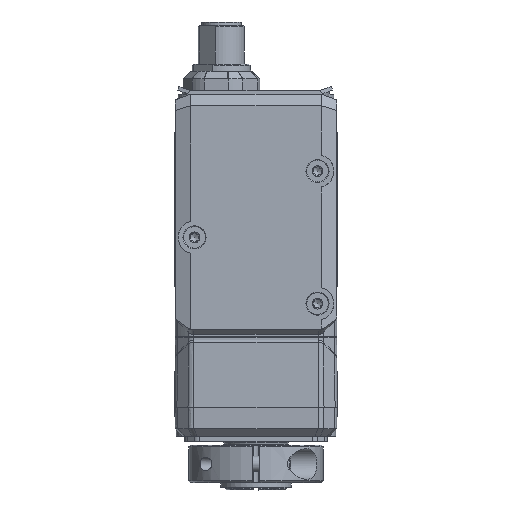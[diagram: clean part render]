
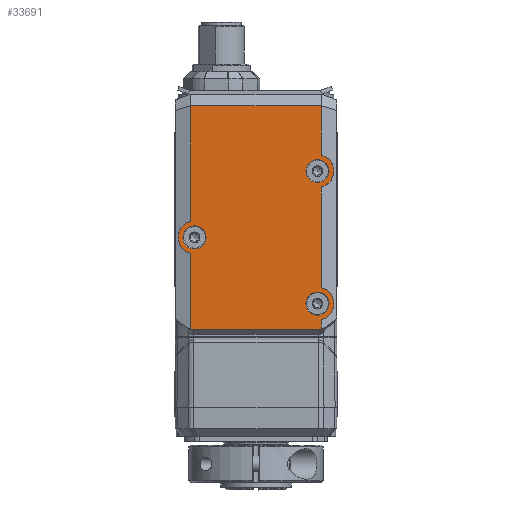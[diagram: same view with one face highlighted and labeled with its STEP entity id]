
A CAD part, front view. The second image highlights one B-rep face of the part: STEP entity #33691.
In plain terms, the highlighted planar face has unit normal (0, -1, 0).
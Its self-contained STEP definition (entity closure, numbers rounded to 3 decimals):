
#82=ELLIPSE('',#35562,2.309,2.);
#90=ELLIPSE('',#35577,2.309,2.);
#2155=FACE_BOUND('',#6652,.T.);
#2156=FACE_BOUND('',#6653,.T.);
#2157=FACE_BOUND('',#6654,.T.);
#3072=CIRCLE('',#35628,4.25);
#3073=CIRCLE('',#35630,4.25);
#3074=CIRCLE('',#35632,4.25);
#3087=CIRCLE('',#35649,3.);
#3088=CIRCLE('',#35650,3.);
#3089=CIRCLE('',#35651,3.);
#4758=FACE_OUTER_BOUND('',#6651,.T.);
#6651=EDGE_LOOP('',(#27086,#27087,#27088,#27089,#27090,#27091,#27092,#27093,
#27094,#27095,#27096,#27097));
#6652=EDGE_LOOP('',(#27098));
#6653=EDGE_LOOP('',(#27099));
#6654=EDGE_LOOP('',(#27100));
#9135=LINE('',#59071,#11654);
#9165=LINE('',#59157,#11684);
#9168=LINE('',#59182,#11687);
#9170=LINE('',#59186,#11689);
#9192=LINE('',#59292,#11711);
#9193=LINE('',#59294,#11712);
#9194=LINE('',#59297,#11713);
#11654=VECTOR('',#41136,10.);
#11684=VECTOR('',#41206,10.);
#11687=VECTOR('',#41229,10.);
#11689=VECTOR('',#41233,10.);
#11711=VECTOR('',#41339,10.);
#11712=VECTOR('',#41340,10.);
#11713=VECTOR('',#41343,10.);
#14535=VERTEX_POINT('',#59067);
#14537=VERTEX_POINT('',#59070);
#14556=VERTEX_POINT('',#59117);
#14557=VERTEX_POINT('',#59119);
#14567=VERTEX_POINT('',#59154);
#14569=VERTEX_POINT('',#59169);
#14572=VERTEX_POINT('',#59179);
#14573=VERTEX_POINT('',#59180);
#14603=VERTEX_POINT('',#59289);
#14604=VERTEX_POINT('',#59290);
#14605=VERTEX_POINT('',#59293);
#14606=VERTEX_POINT('',#59295);
#14619=VERTEX_POINT('',#59335);
#14620=VERTEX_POINT('',#59337);
#14621=VERTEX_POINT('',#59339);
#18837=EDGE_CURVE('',#14535,#14537,#9135,.T.);
#18860=EDGE_CURVE('',#14556,#14557,#82,.T.);
#18877=EDGE_CURVE('',#14557,#14567,#9165,.T.);
#18881=EDGE_CURVE('',#14567,#14569,#90,.T.);
#18887=EDGE_CURVE('',#14573,#14535,#9168,.T.);
#18890=EDGE_CURVE('',#14569,#14572,#9170,.T.);
#18938=EDGE_CURVE('',#14604,#14556,#9192,.T.);
#18939=EDGE_CURVE('',#14537,#14605,#9193,.T.);
#18941=EDGE_CURVE('',#14606,#14603,#9194,.T.);
#18942=EDGE_CURVE('',#14572,#14573,#3072,.T.);
#18943=EDGE_CURVE('',#14605,#14606,#3073,.T.);
#18944=EDGE_CURVE('',#14603,#14604,#3074,.T.);
#18960=EDGE_CURVE('',#14619,#14619,#3087,.T.);
#18961=EDGE_CURVE('',#14620,#14620,#3088,.T.);
#18962=EDGE_CURVE('',#14621,#14621,#3089,.T.);
#27086=ORIENTED_EDGE('',*,*,#18941,.F.);
#27087=ORIENTED_EDGE('',*,*,#18943,.F.);
#27088=ORIENTED_EDGE('',*,*,#18939,.F.);
#27089=ORIENTED_EDGE('',*,*,#18837,.F.);
#27090=ORIENTED_EDGE('',*,*,#18887,.F.);
#27091=ORIENTED_EDGE('',*,*,#18942,.F.);
#27092=ORIENTED_EDGE('',*,*,#18890,.F.);
#27093=ORIENTED_EDGE('',*,*,#18881,.F.);
#27094=ORIENTED_EDGE('',*,*,#18877,.F.);
#27095=ORIENTED_EDGE('',*,*,#18860,.F.);
#27096=ORIENTED_EDGE('',*,*,#18938,.F.);
#27097=ORIENTED_EDGE('',*,*,#18944,.F.);
#27098=ORIENTED_EDGE('',*,*,#18960,.T.);
#27099=ORIENTED_EDGE('',*,*,#18961,.T.);
#27100=ORIENTED_EDGE('',*,*,#18962,.T.);
#30468=PLANE('',#35648);
#33691=ADVANCED_FACE('',(#4758,#2155,#2156,#2157),#30468,.T.);
#35562=AXIS2_PLACEMENT_3D('',#59120,#41174,#41175);
#35577=AXIS2_PLACEMENT_3D('',#59170,#41215,#41216);
#35628=AXIS2_PLACEMENT_3D('',#59299,#41346,#41347);
#35630=AXIS2_PLACEMENT_3D('',#59301,#41350,#41351);
#35632=AXIS2_PLACEMENT_3D('',#59303,#41354,#41355);
#35648=AXIS2_PLACEMENT_3D('',#59334,#41389,#41390);
#35649=AXIS2_PLACEMENT_3D('',#59336,#41391,#41392);
#35650=AXIS2_PLACEMENT_3D('',#59338,#41393,#41394);
#35651=AXIS2_PLACEMENT_3D('',#59340,#41395,#41396);
#41136=DIRECTION('',(1.,0.,0.));
#41174=DIRECTION('center_axis',(0.,1.,0.));
#41175=DIRECTION('ref_axis',(0.,0.,
-1.));
#41206=DIRECTION('',(-1.,0.,0.));
#41215=DIRECTION('center_axis',(0.,1.,0.));
#41216=DIRECTION('ref_axis',(0.,0.,
-1.));
#41229=DIRECTION('',(0.,0.,1.));
#41233=DIRECTION('',(0.,0.,1.));
#41339=DIRECTION('',(0.,0.,-1.));
#41340=DIRECTION('',(0.,0.,-1.));
#41343=DIRECTION('',(0.,0.,-1.));
#41346=DIRECTION('center_axis',(0.,1.,0.));
#41347=DIRECTION('ref_axis',(0.,0.,
-1.));
#41350=DIRECTION('center_axis',(0.,1.,0.));
#41351=DIRECTION('ref_axis',(0.,0.,
-1.));
#41354=DIRECTION('center_axis',(0.,1.,0.));
#41355=DIRECTION('ref_axis',(0.,0.,
-1.));
#41389=DIRECTION('center_axis',(0.,-1.,0.));
#41390=DIRECTION('ref_axis',(1.,0.,0.));
#41391=DIRECTION('center_axis',(0.,1.,0.));
#41392=DIRECTION('ref_axis',(0.,0.,
-1.));
#41393=DIRECTION('center_axis',(0.,1.,0.));
#41394=DIRECTION('ref_axis',(0.,0.,
-1.));
#41395=DIRECTION('center_axis',(0.,1.,0.));
#41396=DIRECTION('ref_axis',(0.,0.,
-1.));
#59067=CARTESIAN_POINT('',(-17.,-41.5,86.));
#59070=CARTESIAN_POINT('',(17.,-41.5,86.));
#59071=CARTESIAN_POINT('',(-21.,-41.5,86.));
#59117=CARTESIAN_POINT('',(17.,-41.5,27.801));
#59119=CARTESIAN_POINT('',(16.3,-41.5,27.655));
#59120=CARTESIAN_POINT('Origin',(16.3,-41.5,29.964));
#59154=CARTESIAN_POINT('',(-16.3,-41.5,27.655));
#59157=CARTESIAN_POINT('',(-21.,-41.5,27.655));
#59169=CARTESIAN_POINT('',(-17.,-41.5,27.801));
#59170=CARTESIAN_POINT('Origin',(-16.3,-41.5,29.964));
#59179=CARTESIAN_POINT('',(-17.,-41.5,47.619));
#59180=CARTESIAN_POINT('',(-17.,-41.5,55.881));
#59182=CARTESIAN_POINT('',(-17.,-41.5,78.416));
#59186=CARTESIAN_POINT('',(-17.,-41.5,78.416));
#59289=CARTESIAN_POINT('',(17.,-41.5,38.631));
#59290=CARTESIAN_POINT('',(17.,-41.5,30.369));
#59292=CARTESIAN_POINT('',(17.,-41.5,78.416));
#59293=CARTESIAN_POINT('',(17.,-41.5,73.131));
#59294=CARTESIAN_POINT('',(17.,-41.5,78.416));
#59295=CARTESIAN_POINT('',(17.,-41.5,64.869));
#59297=CARTESIAN_POINT('',(17.,-41.5,78.416));
#59299=CARTESIAN_POINT('Origin',(-16.,-41.5,51.75));
#59301=CARTESIAN_POINT('Origin',(16.,-41.5,69.));
#59303=CARTESIAN_POINT('Origin',(16.,-41.5,34.5));
#59334=CARTESIAN_POINT('Origin',(16.,-41.5,34.5));
#59335=CARTESIAN_POINT('',(-16.,-41.5,54.75));
#59336=CARTESIAN_POINT('Origin',(-16.,-41.5,51.75));
#59337=CARTESIAN_POINT('',(16.,-41.5,72.));
#59338=CARTESIAN_POINT('Origin',(16.,-41.5,69.));
#59339=CARTESIAN_POINT('',(16.,-41.5,37.5));
#59340=CARTESIAN_POINT('Origin',(16.,-41.5,34.5));
